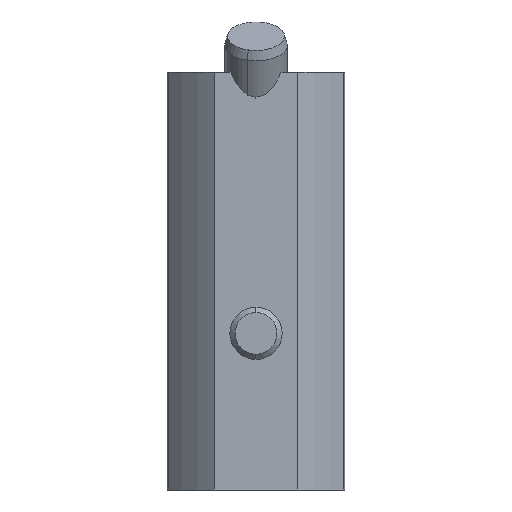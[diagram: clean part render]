
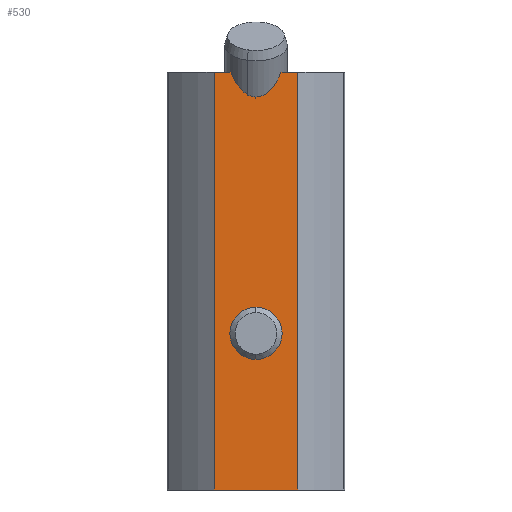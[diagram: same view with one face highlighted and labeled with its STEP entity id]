
A CAD part, front view. The second image highlights one B-rep face of the part: STEP entity #530.
In plain terms, the highlighted planar face has unit normal (0, -1, 0).
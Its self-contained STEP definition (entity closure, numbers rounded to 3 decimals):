
#17 = DIRECTION ( 'NONE',  ( -1., 0., 0. ) ) ;
#70 = EDGE_LOOP ( 'NONE', ( #717, #464 ) ) ;
#79 = ORIENTED_EDGE ( 'NONE', *, *, #954, .F. ) ;
#88 =( BOUNDED_CURVE ( )  B_SPLINE_CURVE ( 3, ( #898, #925, #1359, #114 ),
 .UNSPECIFIED., .F., .F. ) 
 B_SPLINE_CURVE_WITH_KNOTS ( ( 4, 4 ),
 ( 5.362, 6.283 ),
 .UNSPECIFIED. ) 
 CURVE ( )  GEOMETRIC_REPRESENTATION_ITEM ( )  RATIONAL_B_SPLINE_CURVE ( ( 1., 0.93, 0.93, 1. ) ) 
 REPRESENTATION_ITEM ( '' )  );
#90 = AXIS2_PLACEMENT_3D ( 'NONE', #655, #681, #381 ) ;
#114 = CARTESIAN_POINT ( 'NONE',  ( 0., -9.6, 37.628 ) ) ;
#203 = FACE_OUTER_BOUND ( 'NONE', #983, .T. ) ;
#205 = FACE_BOUND ( 'NONE', #70, .T. ) ;
#223 = VERTEX_POINT ( 'NONE', #929 ) ;
#296 = CARTESIAN_POINT ( 'NONE',  ( -4., -9.6, 40. ) ) ;
#297 = AXIS2_PLACEMENT_3D ( 'NONE', #942, #933, #17 ) ;
#304 = DIRECTION ( 'NONE',  ( 1., 0., 0. ) ) ;
#307 = VERTEX_POINT ( 'NONE', #751 ) ;
#320 = ORIENTED_EDGE ( 'NONE', *, *, #916, .F. ) ;
#327 = VERTEX_POINT ( 'NONE', #583 ) ;
#381 = DIRECTION ( 'NONE',  ( -1., 0., 0. ) ) ;
#430 = AXIS2_PLACEMENT_3D ( 'NONE', #1232, #1244, #1228 ) ;
#464 = ORIENTED_EDGE ( 'NONE', *, *, #930, .T. ) ;
#469 = VERTEX_POINT ( 'NONE', #1456 ) ;
#493 = VERTEX_POINT ( 'NONE', #1339 ) ;
#494 = VERTEX_POINT ( 'NONE', #1317 ) ;
#511 = VERTEX_POINT ( 'NONE', #1293 ) ;
#530 = ADVANCED_FACE ( 'NONE', ( #205, #203 ), #1241, .F. ) ;
#583 = CARTESIAN_POINT ( 'NONE',  ( 2.39, -9.6, 40. ) ) ;
#604 = VECTOR ( 'NONE', #753, 1000. ) ;
#612 = DIRECTION ( 'NONE',  ( 0., 0., -1. ) ) ;
#617 = ORIENTED_EDGE ( 'NONE', *, *, #1034, .F. ) ;
#623 = CARTESIAN_POINT ( 'NONE',  ( -4., -9.6, 40. ) ) ;
#624 = LINE ( 'NONE', #859, #604 ) ;
#655 = CARTESIAN_POINT ( 'NONE',  ( 0., -9.6, 15. ) ) ;
#658 = DIRECTION ( 'NONE',  ( 0., 0., -1. ) ) ;
#671 = CARTESIAN_POINT ( 'NONE',  ( 4., -9.6, 40. ) ) ;
#681 = DIRECTION ( 'NONE',  ( 0., 1., 0. ) ) ;
#717 = ORIENTED_EDGE ( 'NONE', *, *, #1377, .T. ) ;
#748 = DIRECTION ( 'NONE',  ( 1., 0., 0. ) ) ;
#751 = CARTESIAN_POINT ( 'NONE',  ( 4., -9.6, 40. ) ) ;
#753 = DIRECTION ( 'NONE',  ( 1., 0., 0. ) ) ;
#758 = CARTESIAN_POINT ( 'NONE',  ( -4., -9.6, 40. ) ) ;
#775 = ORIENTED_EDGE ( 'NONE', *, *, #1099, .F. ) ;
#859 = CARTESIAN_POINT ( 'NONE',  ( -4., -9.6, 0. ) ) ;
#870 = CARTESIAN_POINT ( 'NONE',  ( -2.39, -9.6, 40. ) ) ;
#889 = VERTEX_POINT ( 'NONE', #1079 ) ;
#898 = CARTESIAN_POINT ( 'NONE',  ( -2.39, -9.6, 40. ) ) ;
#909 = CIRCLE ( 'NONE', #90, 2.5 ) ;
#916 = EDGE_CURVE ( 'NONE', #223, #327, #1131, .T. ) ;
#925 = CARTESIAN_POINT ( 'NONE',  ( -1.812, -9.6, 38.478 ) ) ;
#929 = CARTESIAN_POINT ( 'NONE',  ( 0., -9.6, 37.628 ) ) ;
#930 = EDGE_CURVE ( 'NONE', #511, #493, #1536, .T. ) ;
#933 = DIRECTION ( 'NONE',  ( 0., 1., 0. ) ) ;
#942 = CARTESIAN_POINT ( 'NONE',  ( 0., -9.6, 15. ) ) ;
#954 = EDGE_CURVE ( 'NONE', #973, #223, #88, .T. ) ;
#973 = VERTEX_POINT ( 'NONE', #870 ) ;
#983 = EDGE_LOOP ( 'NONE', ( #79, #1086, #1485, #1148, #775, #617, #320 ) ) ;
#987 = CARTESIAN_POINT ( 'NONE',  ( 2.39, -9.6, 40. ) ) ;
#1004 = CARTESIAN_POINT ( 'NONE',  ( 1.812, -9.6, 38.478 ) ) ;
#1020 = CARTESIAN_POINT ( 'NONE',  ( 0.956, -9.6, 37.628 ) ) ;
#1034 = EDGE_CURVE ( 'NONE', #327, #307, #1402, .T. ) ;
#1043 = VECTOR ( 'NONE', #304, 1000. ) ;
#1048 = CARTESIAN_POINT ( 'NONE',  ( 0., -9.6, 37.628 ) ) ;
#1060 = LINE ( 'NONE', #296, #1043 ) ;
#1079 = CARTESIAN_POINT ( 'NONE',  ( 4., -9.6, 0. ) ) ;
#1086 = ORIENTED_EDGE ( 'NONE', *, *, #1243, .F. ) ;
#1099 = EDGE_CURVE ( 'NONE', #307, #889, #1307, .T. ) ;
#1122 = EDGE_CURVE ( 'NONE', #494, #469, #1256, .T. ) ;
#1131 =( BOUNDED_CURVE ( )  B_SPLINE_CURVE ( 3, ( #1048, #1020, #1004, #987 ),
 .UNSPECIFIED., .F., .F. ) 
 B_SPLINE_CURVE_WITH_KNOTS ( ( 4, 4 ),
 ( 0., 0.922 ),
 .UNSPECIFIED. ) 
 CURVE ( )  GEOMETRIC_REPRESENTATION_ITEM ( )  RATIONAL_B_SPLINE_CURVE ( ( 1., 0.93, 0.93, 1. ) ) 
 REPRESENTATION_ITEM ( '' )  );
#1148 = ORIENTED_EDGE ( 'NONE', *, *, #1570, .T. ) ;
#1214 = VECTOR ( 'NONE', #612, 1000. ) ;
#1228 = DIRECTION ( 'NONE',  ( -1., 0., 0. ) ) ;
#1232 = CARTESIAN_POINT ( 'NONE',  ( -4., -9.6, 40. ) ) ;
#1241 = PLANE ( 'NONE',  #430 ) ;
#1243 = EDGE_CURVE ( 'NONE', #494, #973, #1060, .T. ) ;
#1244 = DIRECTION ( 'NONE',  ( 0., 1., 0. ) ) ;
#1256 = LINE ( 'NONE', #623, #1214 ) ;
#1280 = VECTOR ( 'NONE', #658, 1000. ) ;
#1293 = CARTESIAN_POINT ( 'NONE',  ( 2.5, -9.6, 15. ) ) ;
#1307 = LINE ( 'NONE', #671, #1280 ) ;
#1317 = CARTESIAN_POINT ( 'NONE',  ( -4., -9.6, 40. ) ) ;
#1339 = CARTESIAN_POINT ( 'NONE',  ( -2.5, -9.6, 15. ) ) ;
#1354 = VECTOR ( 'NONE', #748, 1000. ) ;
#1359 = CARTESIAN_POINT ( 'NONE',  ( -0.956, -9.6, 37.628 ) ) ;
#1377 = EDGE_CURVE ( 'NONE', #493, #511, #909, .T. ) ;
#1402 = LINE ( 'NONE', #758, #1354 ) ;
#1456 = CARTESIAN_POINT ( 'NONE',  ( -4., -9.6, 0. ) ) ;
#1485 = ORIENTED_EDGE ( 'NONE', *, *, #1122, .T. ) ;
#1536 = CIRCLE ( 'NONE', #297, 2.5 ) ;
#1570 = EDGE_CURVE ( 'NONE', #469, #889, #624, .T. ) ;
